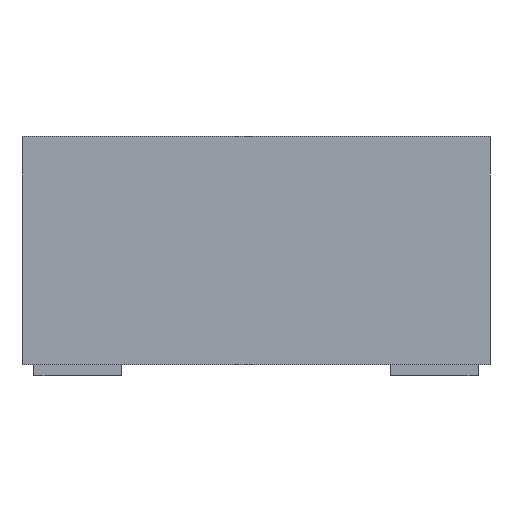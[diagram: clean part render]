
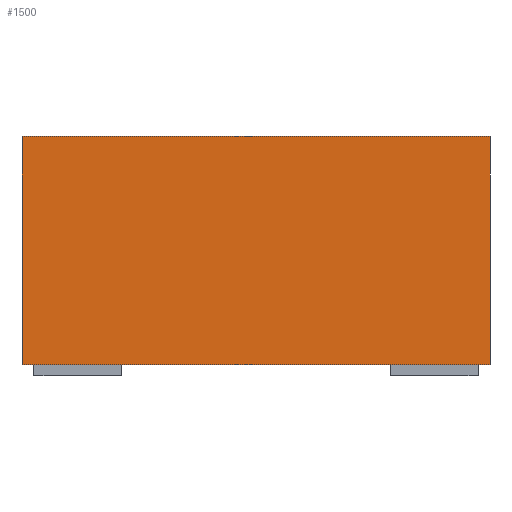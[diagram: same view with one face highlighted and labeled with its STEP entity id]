
A CAD part, front view. The second image highlights one B-rep face of the part: STEP entity #1500.
In plain terms, the highlighted planar face has unit normal (0, -1, 0).
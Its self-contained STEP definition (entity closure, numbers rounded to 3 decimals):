
#100 = PLANE('',#101);
#101 = AXIS2_PLACEMENT_3D('',#102,#103,#104);
#102 = CARTESIAN_POINT('',(-42.,-42.,2.));
#103 = DIRECTION('',(0.,0.,-1.));
#104 = DIRECTION('',(-1.,0.,0.));
#378 = EDGE_CURVE('',#379,#381,#383,.T.);
#379 = VERTEX_POINT('',#380);
#380 = CARTESIAN_POINT('',(-42.,-42.,2.));
#381 = VERTEX_POINT('',#382);
#382 = CARTESIAN_POINT('',(42.,-42.,2.));
#383 = SURFACE_CURVE('',#384,(#388,#395),.PCURVE_S1.);
#384 = LINE('',#385,#386);
#385 = CARTESIAN_POINT('',(-42.,-42.,2.));
#386 = VECTOR('',#387,1.);
#387 = DIRECTION('',(1.,0.,0.));
#388 = PCURVE('',#100,#389);
#389 = DEFINITIONAL_REPRESENTATION('',(#390),#394);
#390 = LINE('',#391,#392);
#391 = CARTESIAN_POINT('',(0.,0.));
#392 = VECTOR('',#393,1.);
#393 = DIRECTION('',(-1.,0.));
#394 = ( GEOMETRIC_REPRESENTATION_CONTEXT(2) 
PARAMETRIC_REPRESENTATION_CONTEXT() REPRESENTATION_CONTEXT('2D SPACE',''
  ) );
#395 = PCURVE('',#396,#401);
#396 = PLANE('',#397);
#397 = AXIS2_PLACEMENT_3D('',#398,#399,#400);
#398 = CARTESIAN_POINT('',(-42.,-42.,2.));
#399 = DIRECTION('',(0.,1.,0.));
#400 = DIRECTION('',(0.,0.,1.));
#401 = DEFINITIONAL_REPRESENTATION('',(#402),#406);
#402 = LINE('',#403,#404);
#403 = CARTESIAN_POINT('',(0.,0.));
#404 = VECTOR('',#405,1.);
#405 = DIRECTION('',(0.,1.));
#406 = ( GEOMETRIC_REPRESENTATION_CONTEXT(2) 
PARAMETRIC_REPRESENTATION_CONTEXT() REPRESENTATION_CONTEXT('2D SPACE',''
  ) );
#424 = PLANE('',#425);
#425 = AXIS2_PLACEMENT_3D('',#426,#427,#428);
#426 = CARTESIAN_POINT('',(-42.,42.,2.));
#427 = DIRECTION('',(1.,0.,0.));
#428 = DIRECTION('',(0.,0.,1.));
#478 = PLANE('',#479);
#479 = AXIS2_PLACEMENT_3D('',#480,#481,#482);
#480 = CARTESIAN_POINT('',(42.,-42.,2.));
#481 = DIRECTION('',(-1.,0.,0.));
#482 = DIRECTION('',(0.,0.,-1.));
#1500 = ADVANCED_FACE('',(#1501),#396,.F.);
#1501 = FACE_BOUND('',#1502,.T.);
#1502 = EDGE_LOOP('',(#1503,#1504,#1527,#1550,#1578,#1601));
#1503 = ORIENTED_EDGE('',*,*,#378,.T.);
#1504 = ORIENTED_EDGE('',*,*,#1505,.T.);
#1505 = EDGE_CURVE('',#381,#1506,#1508,.T.);
#1506 = VERTEX_POINT('',#1507);
#1507 = CARTESIAN_POINT('',(42.,-42.,40.));
#1508 = SURFACE_CURVE('',#1509,(#1513,#1520),.PCURVE_S1.);
#1509 = LINE('',#1510,#1511);
#1510 = CARTESIAN_POINT('',(42.,-42.,0.));
#1511 = VECTOR('',#1512,1.);
#1512 = DIRECTION('',(0.,0.,1.));
#1513 = PCURVE('',#396,#1514);
#1514 = DEFINITIONAL_REPRESENTATION('',(#1515),#1519);
#1515 = LINE('',#1516,#1517);
#1516 = CARTESIAN_POINT('',(-2.,84.));
#1517 = VECTOR('',#1518,1.);
#1518 = DIRECTION('',(1.,0.));
#1519 = ( GEOMETRIC_REPRESENTATION_CONTEXT(2) 
PARAMETRIC_REPRESENTATION_CONTEXT() REPRESENTATION_CONTEXT('2D SPACE',''
  ) );
#1520 = PCURVE('',#478,#1521);
#1521 = DEFINITIONAL_REPRESENTATION('',(#1522),#1526);
#1522 = LINE('',#1523,#1524);
#1523 = CARTESIAN_POINT('',(2.,0.));
#1524 = VECTOR('',#1525,1.);
#1525 = DIRECTION('',(-1.,-0.));
#1526 = ( GEOMETRIC_REPRESENTATION_CONTEXT(2) 
PARAMETRIC_REPRESENTATION_CONTEXT() REPRESENTATION_CONTEXT('2D SPACE',''
  ) );
#1527 = ORIENTED_EDGE('',*,*,#1528,.T.);
#1528 = EDGE_CURVE('',#1506,#1529,#1531,.T.);
#1529 = VERTEX_POINT('',#1530);
#1530 = CARTESIAN_POINT('',(42.,-42.,43.));
#1531 = SURFACE_CURVE('',#1532,(#1536,#1543),.PCURVE_S1.);
#1532 = LINE('',#1533,#1534);
#1533 = CARTESIAN_POINT('',(42.,-42.,40.));
#1534 = VECTOR('',#1535,1.);
#1535 = DIRECTION('',(0.,0.,1.));
#1536 = PCURVE('',#396,#1537);
#1537 = DEFINITIONAL_REPRESENTATION('',(#1538),#1542);
#1538 = LINE('',#1539,#1540);
#1539 = CARTESIAN_POINT('',(38.,84.));
#1540 = VECTOR('',#1541,1.);
#1541 = DIRECTION('',(1.,0.));
#1542 = ( GEOMETRIC_REPRESENTATION_CONTEXT(2) 
PARAMETRIC_REPRESENTATION_CONTEXT() REPRESENTATION_CONTEXT('2D SPACE',''
  ) );
#1543 = PCURVE('',#478,#1544);
#1544 = DEFINITIONAL_REPRESENTATION('',(#1545),#1549);
#1545 = LINE('',#1546,#1547);
#1546 = CARTESIAN_POINT('',(-38.,-0.));
#1547 = VECTOR('',#1548,1.);
#1548 = DIRECTION('',(-1.,-0.));
#1549 = ( GEOMETRIC_REPRESENTATION_CONTEXT(2) 
PARAMETRIC_REPRESENTATION_CONTEXT() REPRESENTATION_CONTEXT('2D SPACE',''
  ) );
#1550 = ORIENTED_EDGE('',*,*,#1551,.F.);
#1551 = EDGE_CURVE('',#1552,#1529,#1554,.T.);
#1552 = VERTEX_POINT('',#1553);
#1553 = CARTESIAN_POINT('',(-42.,-42.,43.));
#1554 = SURFACE_CURVE('',#1555,(#1559,#1566),.PCURVE_S1.);
#1555 = LINE('',#1556,#1557);
#1556 = CARTESIAN_POINT('',(-42.,-42.,43.));
#1557 = VECTOR('',#1558,1.);
#1558 = DIRECTION('',(1.,0.,0.));
#1559 = PCURVE('',#396,#1560);
#1560 = DEFINITIONAL_REPRESENTATION('',(#1561),#1565);
#1561 = LINE('',#1562,#1563);
#1562 = CARTESIAN_POINT('',(41.,0.));
#1563 = VECTOR('',#1564,1.);
#1564 = DIRECTION('',(0.,1.));
#1565 = ( GEOMETRIC_REPRESENTATION_CONTEXT(2) 
PARAMETRIC_REPRESENTATION_CONTEXT() REPRESENTATION_CONTEXT('2D SPACE',''
  ) );
#1566 = PCURVE('',#1567,#1572);
#1567 = PLANE('',#1568);
#1568 = AXIS2_PLACEMENT_3D('',#1569,#1570,#1571);
#1569 = CARTESIAN_POINT('',(-42.,42.,43.));
#1570 = DIRECTION('',(0.,0.,-1.));
#1571 = DIRECTION('',(-1.,0.,0.));
#1572 = DEFINITIONAL_REPRESENTATION('',(#1573),#1577);
#1573 = LINE('',#1574,#1575);
#1574 = CARTESIAN_POINT('',(0.,-84.));
#1575 = VECTOR('',#1576,1.);
#1576 = DIRECTION('',(-1.,0.));
#1577 = ( GEOMETRIC_REPRESENTATION_CONTEXT(2) 
PARAMETRIC_REPRESENTATION_CONTEXT() REPRESENTATION_CONTEXT('2D SPACE',''
  ) );
#1578 = ORIENTED_EDGE('',*,*,#1579,.F.);
#1579 = EDGE_CURVE('',#1580,#1552,#1582,.T.);
#1580 = VERTEX_POINT('',#1581);
#1581 = CARTESIAN_POINT('',(-42.,-42.,40.));
#1582 = SURFACE_CURVE('',#1583,(#1587,#1594),.PCURVE_S1.);
#1583 = LINE('',#1584,#1585);
#1584 = CARTESIAN_POINT('',(-42.,-42.,40.));
#1585 = VECTOR('',#1586,1.);
#1586 = DIRECTION('',(0.,0.,1.));
#1587 = PCURVE('',#396,#1588);
#1588 = DEFINITIONAL_REPRESENTATION('',(#1589),#1593);
#1589 = LINE('',#1590,#1591);
#1590 = CARTESIAN_POINT('',(38.,0.));
#1591 = VECTOR('',#1592,1.);
#1592 = DIRECTION('',(1.,0.));
#1593 = ( GEOMETRIC_REPRESENTATION_CONTEXT(2) 
PARAMETRIC_REPRESENTATION_CONTEXT() REPRESENTATION_CONTEXT('2D SPACE',''
  ) );
#1594 = PCURVE('',#424,#1595);
#1595 = DEFINITIONAL_REPRESENTATION('',(#1596),#1600);
#1596 = LINE('',#1597,#1598);
#1597 = CARTESIAN_POINT('',(38.,84.));
#1598 = VECTOR('',#1599,1.);
#1599 = DIRECTION('',(1.,0.));
#1600 = ( GEOMETRIC_REPRESENTATION_CONTEXT(2) 
PARAMETRIC_REPRESENTATION_CONTEXT() REPRESENTATION_CONTEXT('2D SPACE',''
  ) );
#1601 = ORIENTED_EDGE('',*,*,#1602,.F.);
#1602 = EDGE_CURVE('',#379,#1580,#1603,.T.);
#1603 = SURFACE_CURVE('',#1604,(#1608,#1615),.PCURVE_S1.);
#1604 = LINE('',#1605,#1606);
#1605 = CARTESIAN_POINT('',(-42.,-42.,0.));
#1606 = VECTOR('',#1607,1.);
#1607 = DIRECTION('',(0.,0.,1.));
#1608 = PCURVE('',#396,#1609);
#1609 = DEFINITIONAL_REPRESENTATION('',(#1610),#1614);
#1610 = LINE('',#1611,#1612);
#1611 = CARTESIAN_POINT('',(-2.,0.));
#1612 = VECTOR('',#1613,1.);
#1613 = DIRECTION('',(1.,0.));
#1614 = ( GEOMETRIC_REPRESENTATION_CONTEXT(2) 
PARAMETRIC_REPRESENTATION_CONTEXT() REPRESENTATION_CONTEXT('2D SPACE',''
  ) );
#1615 = PCURVE('',#424,#1616);
#1616 = DEFINITIONAL_REPRESENTATION('',(#1617),#1621);
#1617 = LINE('',#1618,#1619);
#1618 = CARTESIAN_POINT('',(-2.,84.));
#1619 = VECTOR('',#1620,1.);
#1620 = DIRECTION('',(1.,0.));
#1621 = ( GEOMETRIC_REPRESENTATION_CONTEXT(2) 
PARAMETRIC_REPRESENTATION_CONTEXT() REPRESENTATION_CONTEXT('2D SPACE',''
  ) );
